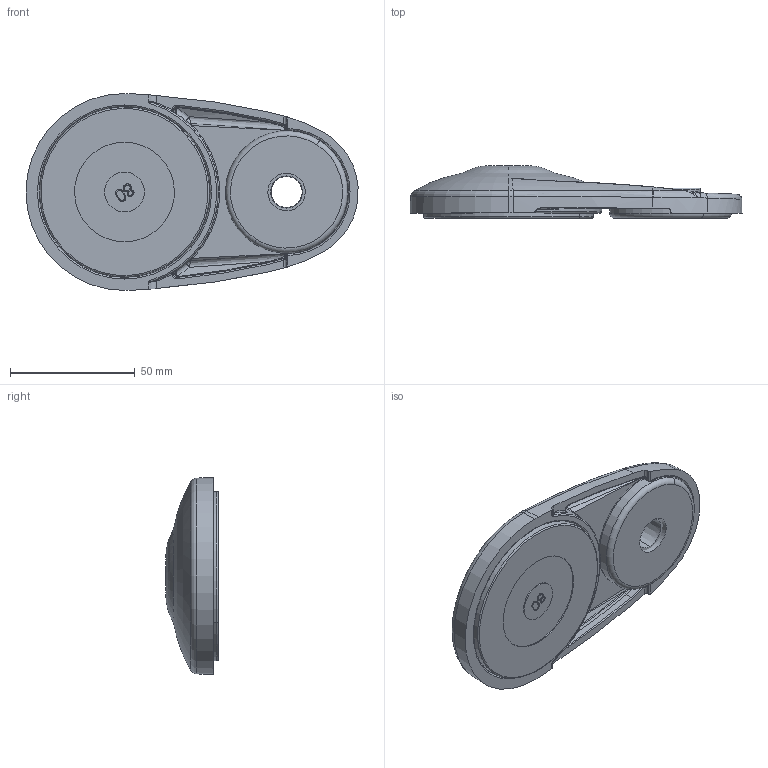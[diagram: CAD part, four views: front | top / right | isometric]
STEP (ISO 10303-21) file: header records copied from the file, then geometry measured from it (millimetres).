
FILE_DESCRIPTION (( 'STEP AP214' ), '1' );
FILE_NAME ('098da080kg.STEP', '2014-08-11T13:21:20', ( '' ), ( '' ), 'SwSTEP 2.0', 'SolidWorks 2014', '' );
FILE_SCHEMA (( 'AUTOMOTIVE_DESIGN' ));
Length unit declared in the file: millimetre
Products named in the file (4): 098ag060_098 ag 060 s01; 098dg080_Standard; 098da080k_Standard; 098da080kg
Assembly tree (3 placements, depth 2):
  098da080kg
    098da080k_Standard
    098dg080_Standard
    098ag060_098 ag 060 s01
Bounding box: 133.15 x 21 x 79 mm (x, y, z)
Volume: 85756.9 mm3; surface area: 42817 mm2
Topology: 3 solids, 3 shells, 1057 faces, 2427 edges, 1337 vertices
Faces by surface type: bspline 489, torus 173, cylinder 109, cone 98, sphere 98, plane 90
Entity records: 40609 total; most frequent: CARTESIAN_POINT 20292, ORIENTED_EDGE 4684, DIRECTION 3625, EDGE_CURVE 2342, AXIS2_PLACEMENT_3D 1687, VERTEX_POINT 1310, CIRCLE 1113, EDGE_LOOP 1080
